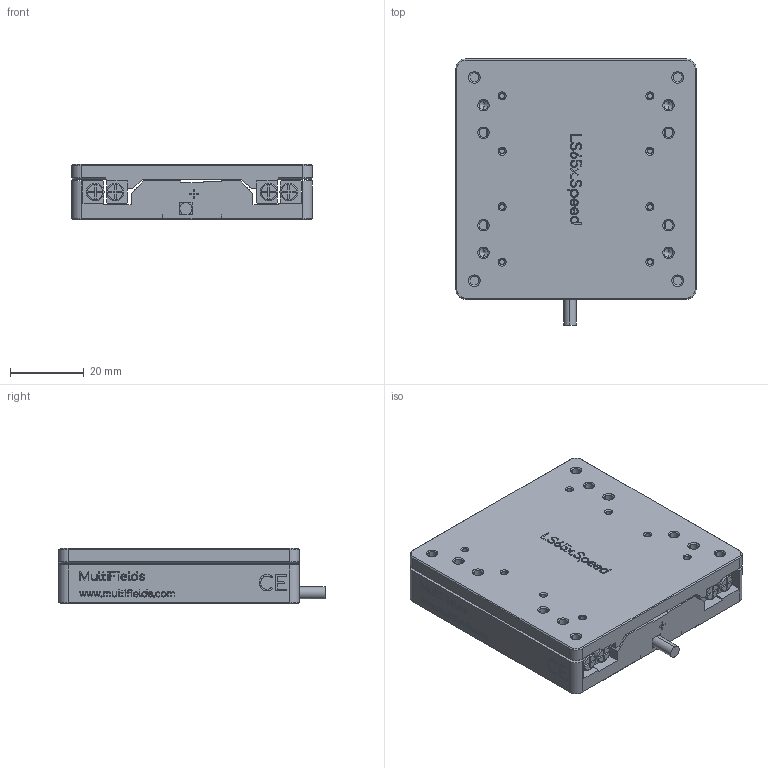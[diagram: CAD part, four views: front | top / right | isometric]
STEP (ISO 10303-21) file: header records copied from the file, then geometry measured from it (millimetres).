
FILE_DESCRIPTION (( 'STEP AP203' ), '1' );
FILE_NAME ('LS65x.Speed.STEP', '2025-08-12T02:33:28', ( '' ), ( '' ), 'SwSTEP 2.0', 'SolidWorks 2020', '' );
FILE_SCHEMA (( 'CONFIG_CONTROL_DESIGN' ));
Products named in the file (1): LS65x.Speed
Bounding box: 65 x 72 x 15 mm (x, y, z)
Volume: 56084.5 mm3; surface area: 33675.9 mm2
Topology: 26 solids, 30 shells, 2004 faces, 4969 edges, 3139 vertices
Faces by surface type: plane 891, bspline 455, cylinder 354, cone 216, torus 88
Entity records: 77560 total; most frequent: CARTESIAN_POINT 32250, ORIENTED_EDGE 9870, DIRECTION 8203, EDGE_CURVE 4935, VERTEX_POINT 3139, LINE 2925, VECTOR 2925, AXIS2_PLACEMENT_3D 2639
